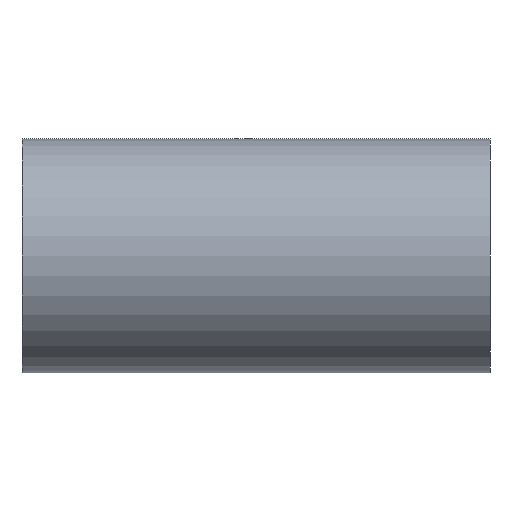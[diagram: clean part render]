
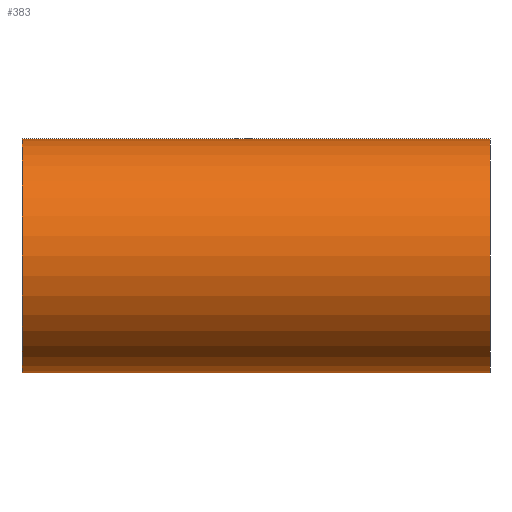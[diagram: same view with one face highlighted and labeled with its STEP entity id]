
A CAD part, left-side view. The second image highlights one B-rep face of the part: STEP entity #383.
In plain terms, the highlighted cylindrical face has radius 4 mm (diameter 8 mm), a partial arc.
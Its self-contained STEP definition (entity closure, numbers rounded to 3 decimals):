
#2 = CARTESIAN_POINT ( 'NONE',  ( 0., 8., 0. ) ) ;
#5 = DIRECTION ( 'NONE',  ( 0., 0., 1. ) ) ;
#6 = ORIENTED_EDGE ( 'NONE', *, *, #340, .T. ) ;
#15 = AXIS2_PLACEMENT_3D ( 'NONE', #2, #287, #5 ) ;
#18 = VERTEX_POINT ( 'NONE', #138 ) ;
#35 = CARTESIAN_POINT ( 'NONE',  ( 0., -8., 0. ) ) ;
#43 = LINE ( 'NONE', #326, #228 ) ;
#46 = EDGE_CURVE ( 'NONE', #215, #125, #43, .T. ) ;
#57 = AXIS2_PLACEMENT_3D ( 'NONE', #314, #93, #352 ) ;
#59 = ORIENTED_EDGE ( 'NONE', *, *, #46, .F. ) ;
#79 = CARTESIAN_POINT ( 'NONE',  ( 0., -8., -4. ) ) ;
#90 = ORIENTED_EDGE ( 'NONE', *, *, #101, .T. ) ;
#93 = DIRECTION ( 'NONE',  ( 0., 1., 0. ) ) ;
#101 = EDGE_CURVE ( 'NONE', #18, #159, #115, .T. ) ;
#115 = LINE ( 'NONE', #342, #116 ) ;
#116 = VECTOR ( 'NONE', #146, 1000. ) ;
#125 = VERTEX_POINT ( 'NONE', #276 ) ;
#129 = CIRCLE ( 'NONE', #15, 4. ) ;
#138 = CARTESIAN_POINT ( 'NONE',  ( 0., -8., 4. ) ) ;
#146 = DIRECTION ( 'NONE',  ( 0., 1., 0. ) ) ;
#153 = ORIENTED_EDGE ( 'NONE', *, *, #409, .F. ) ;
#159 = VERTEX_POINT ( 'NONE', #406 ) ;
#186 = DIRECTION ( 'NONE',  ( 0., 1., 0. ) ) ;
#188 = DIRECTION ( 'NONE',  ( 0., 0., 1. ) ) ;
#197 = DIRECTION ( 'NONE',  ( 0., 1., 0. ) ) ;
#215 = VERTEX_POINT ( 'NONE', #79 ) ;
#228 = VECTOR ( 'NONE', #197, 1000. ) ;
#273 = EDGE_LOOP ( 'NONE', ( #59, #6, #90, #153 ) ) ;
#276 = CARTESIAN_POINT ( 'NONE',  ( 0., 8., -4. ) ) ;
#287 = DIRECTION ( 'NONE',  ( 0., 1., 0. ) ) ;
#289 = CYLINDRICAL_SURFACE ( 'NONE', #57, 4. ) ;
#314 = CARTESIAN_POINT ( 'NONE',  ( 0., 8., 0. ) ) ;
#316 = AXIS2_PLACEMENT_3D ( 'NONE', #35, #186, #188 ) ;
#326 = CARTESIAN_POINT ( 'NONE',  ( 0., 8., -4. ) ) ;
#340 = EDGE_CURVE ( 'NONE', #215, #18, #401, .T. ) ;
#342 = CARTESIAN_POINT ( 'NONE',  ( 0., 8., 4. ) ) ;
#347 = FACE_OUTER_BOUND ( 'NONE', #273, .T. ) ;
#352 = DIRECTION ( 'NONE',  ( 0., 0., 1. ) ) ;
#383 = ADVANCED_FACE ( 'NONE', ( #347 ), #289, .T. ) ;
#401 = CIRCLE ( 'NONE', #316, 4. ) ;
#406 = CARTESIAN_POINT ( 'NONE',  ( 0., 8., 4. ) ) ;
#409 = EDGE_CURVE ( 'NONE', #125, #159, #129, .T. ) ;
